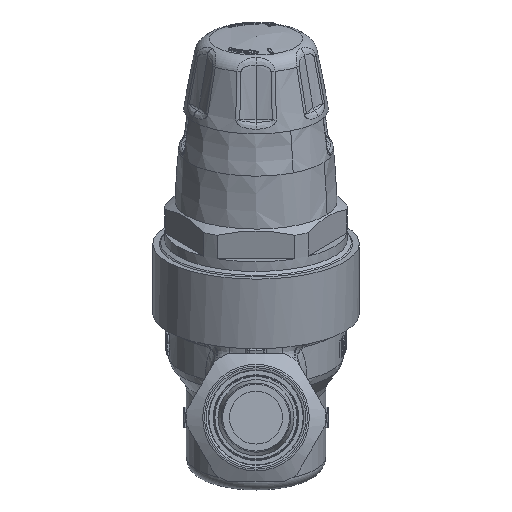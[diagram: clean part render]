
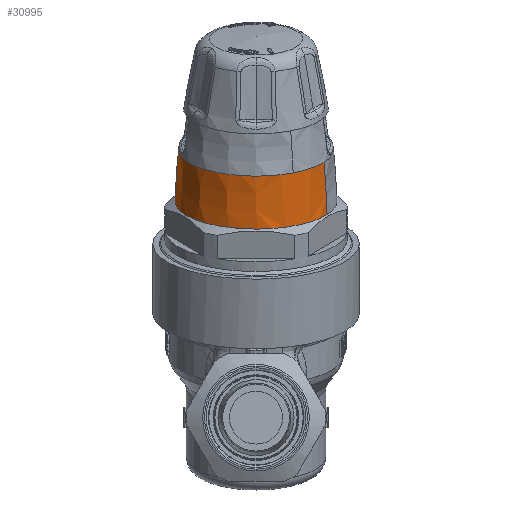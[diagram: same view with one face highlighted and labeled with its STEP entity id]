
A CAD part, front view. The second image highlights one B-rep face of the part: STEP entity #30995.
In plain terms, the highlighted free-form (B-spline) face has degree [3, 2] with [4, 11] control points.
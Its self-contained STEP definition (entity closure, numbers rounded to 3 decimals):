
#2554=(
BOUNDED_SURFACE()
B_SPLINE_SURFACE(3,2,((#42172,#42173,#42174,#42175,#42176,#42177,#42178,
#42179,#42180,#42181,#42182),(#42183,#42184,#42185,#42186,#42187,#42188,
#42189,#42190,#42191,#42192,#42193),(#42194,#42195,#42196,#42197,#42198,
#42199,#42200,#42201,#42202,#42203,#42204),(#42205,#42206,#42207,#42208,
#42209,#42210,#42211,#42212,#42213,#42214,#42215)),.UNSPECIFIED.,.F.,.T.,
 .F.)
B_SPLINE_SURFACE_WITH_KNOTS((4,4),(3,2,2,2,2,3),(7.588,23.622),
(5.77,6.283,7.854,9.425,10.996,
12.053),.UNSPECIFIED.)
GEOMETRIC_REPRESENTATION_ITEM()
RATIONAL_B_SPLINE_SURFACE(((0.871,0.904,1.,0.707,
1.,0.707,1.,0.707,1.,0.803,0.871),
(0.871,0.904,1.,0.707,1.,0.707,
1.,0.707,1.,0.803,0.871),(0.871,
0.904,1.,0.707,1.,0.707,1.,0.707,
1.,0.803,0.871),(0.871,0.904,
1.,0.707,1.,0.707,1.,0.707,1.,0.803,
0.871)))
REPRESENTATION_ITEM('')
SURFACE()
);
#3578=FACE_OUTER_BOUND('',#5377,.T.);
#5377=EDGE_LOOP('',(#19753,#19754,#19755,#19756,#19757));
#10708=CIRCLE('',#32823,0.925);
#10709=CIRCLE('',#32824,9.843);
#10710=CIRCLE('',#32825,0.886);
#10711=CIRCLE('',#32826,0.886);
#10712=CIRCLE('',#32827,9.843);
#12019=VERTEX_POINT('',#42216);
#12020=VERTEX_POINT('',#42217);
#12021=VERTEX_POINT('',#42219);
#12022=VERTEX_POINT('',#42221);
#12023=VERTEX_POINT('',#42223);
#15044=EDGE_CURVE('',#12019,#12020,#10708,.T.);
#15045=EDGE_CURVE('',#12019,#12021,#10709,.T.);
#15046=EDGE_CURVE('',#12022,#12021,#10710,.F.);
#15047=EDGE_CURVE('',#12023,#12022,#10711,.F.);
#15048=EDGE_CURVE('',#12020,#12023,#10712,.T.);
#19753=ORIENTED_EDGE('',*,*,#15044,.F.);
#19754=ORIENTED_EDGE('',*,*,#15045,.T.);
#19755=ORIENTED_EDGE('',*,*,#15046,.F.);
#19756=ORIENTED_EDGE('',*,*,#15047,.F.);
#19757=ORIENTED_EDGE('',*,*,#15048,.F.);
#30995=ADVANCED_FACE('',(#3578),#2554,.F.);
#32823=AXIS2_PLACEMENT_3D('',#42218,#35379,#35380);
#32824=AXIS2_PLACEMENT_3D('',#42220,#35381,#35382);
#32825=AXIS2_PLACEMENT_3D('',#42222,#35383,#35384);
#32826=AXIS2_PLACEMENT_3D('',#42224,#35385,#35386);
#32827=AXIS2_PLACEMENT_3D('',#42225,#35387,#35388);
#35379=DIRECTION('center_axis',(0.,0.342,
-0.94));
#35380=DIRECTION('ref_axis',(1.,0.,0.));
#35381=DIRECTION('center_axis',(-0.479,-0.825,-0.3));
#35382=DIRECTION('ref_axis',(0.874,-0.481,-0.075));
#35383=DIRECTION('center_axis',(0.,0.342,
-0.94));
#35384=DIRECTION('ref_axis',(1.,0.,0.));
#35385=DIRECTION('center_axis',(0.,0.342,
-0.94));
#35386=DIRECTION('ref_axis',(1.,0.,0.));
#35387=DIRECTION('center_axis',(0.479,0.825,0.3));
#35388=DIRECTION('ref_axis',(-0.874,0.416,0.252));
#42172=CARTESIAN_POINT('Ctrl Pts',(-0.812,-0.483,
2.623));
#42173=CARTESIAN_POINT('Ctrl Pts',(-0.925,-0.678,
2.552));
#42174=CARTESIAN_POINT('Ctrl Pts',(-0.925,-0.9,
2.472));
#42175=CARTESIAN_POINT('Ctrl Pts',(-0.925,-1.769,
2.155));
#42176=CARTESIAN_POINT('Ctrl Pts',(0.,-1.769,
2.155));
#42177=CARTESIAN_POINT('Ctrl Pts',(0.925,-1.769,
2.155));
#42178=CARTESIAN_POINT('Ctrl Pts',(0.925,-0.9,2.472));
#42179=CARTESIAN_POINT('Ctrl Pts',(0.925,-0.03,
2.788));
#42180=CARTESIAN_POINT('Ctrl Pts',(0.,-0.03,
2.788));
#42181=CARTESIAN_POINT('Ctrl Pts',(-0.549,-0.03,
2.788));
#42182=CARTESIAN_POINT('Ctrl Pts',(-0.812,-0.483,
2.623));
#42183=CARTESIAN_POINT('Ctrl Pts',(-0.806,-0.558,
2.82));
#42184=CARTESIAN_POINT('Ctrl Pts',(-0.919,-0.751,
2.749));
#42185=CARTESIAN_POINT('Ctrl Pts',(-0.919,-0.971,
2.669));
#42186=CARTESIAN_POINT('Ctrl Pts',(-0.919,-1.835,
2.355));
#42187=CARTESIAN_POINT('Ctrl Pts',(0.,-1.835,
2.355));
#42188=CARTESIAN_POINT('Ctrl Pts',(0.919,-1.835,2.355));
#42189=CARTESIAN_POINT('Ctrl Pts',(0.919,-0.971,
2.669));
#42190=CARTESIAN_POINT('Ctrl Pts',(0.919,-0.108,
2.983));
#42191=CARTESIAN_POINT('Ctrl Pts',(0.,-0.108,
2.983));
#42192=CARTESIAN_POINT('Ctrl Pts',(-0.545,-0.108,
2.983));
#42193=CARTESIAN_POINT('Ctrl Pts',(-0.806,-0.558,
2.82));
#42194=CARTESIAN_POINT('Ctrl Pts',(-0.795,-0.635,
3.015));
#42195=CARTESIAN_POINT('Ctrl Pts',(-0.906,-0.826,
2.946));
#42196=CARTESIAN_POINT('Ctrl Pts',(-0.906,-1.043,
2.867));
#42197=CARTESIAN_POINT('Ctrl Pts',(-0.906,-1.894,
2.557));
#42198=CARTESIAN_POINT('Ctrl Pts',(0.,-1.894,
2.557));
#42199=CARTESIAN_POINT('Ctrl Pts',(0.906,-1.894,
2.557));
#42200=CARTESIAN_POINT('Ctrl Pts',(0.906,-1.043,
2.867));
#42201=CARTESIAN_POINT('Ctrl Pts',(0.906,-0.192,
3.176));
#42202=CARTESIAN_POINT('Ctrl Pts',(0.,-0.192,
3.176));
#42203=CARTESIAN_POINT('Ctrl Pts',(-0.537,-0.192,
3.176));
#42204=CARTESIAN_POINT('Ctrl Pts',(-0.795,-0.635,
3.015));
#42205=CARTESIAN_POINT('Ctrl Pts',(-0.777,-0.716,
3.209));
#42206=CARTESIAN_POINT('Ctrl Pts',(-0.886,-0.902,
3.141));
#42207=CARTESIAN_POINT('Ctrl Pts',(-0.886,-1.115,
3.063));
#42208=CARTESIAN_POINT('Ctrl Pts',(-0.886,-1.947,
2.76));
#42209=CARTESIAN_POINT('Ctrl Pts',(0.,-1.947,
2.76));
#42210=CARTESIAN_POINT('Ctrl Pts',(0.886,-1.947,
2.76));
#42211=CARTESIAN_POINT('Ctrl Pts',(0.886,-1.115,
3.063));
#42212=CARTESIAN_POINT('Ctrl Pts',(0.886,-0.283,
3.366));
#42213=CARTESIAN_POINT('Ctrl Pts',(0.,-0.283,
3.366));
#42214=CARTESIAN_POINT('Ctrl Pts',(-0.525,-0.283,
3.366));
#42215=CARTESIAN_POINT('Ctrl Pts',(-0.777,-0.716,
3.209));
#42216=CARTESIAN_POINT('',(0.812,-1.316,2.32));
#42217=CARTESIAN_POINT('',(-0.812,-0.483,2.623));
#42218=CARTESIAN_POINT('Origin',(0.,-0.9,2.472));
#42219=CARTESIAN_POINT('',(0.777,-1.514,2.918));
#42220=CARTESIAN_POINT('Origin',(-7.822,3.218,3.652));
#42221=CARTESIAN_POINT('',(0.425,-1.846,2.798));
#42222=CARTESIAN_POINT('Origin',(0.,-1.115,
3.063));
#42223=CARTESIAN_POINT('',(-0.777,-0.716,3.209));
#42224=CARTESIAN_POINT('Origin',(0.,-1.115,
3.063));
#42225=CARTESIAN_POINT('Origin',(7.822,-4.813,0.729));
